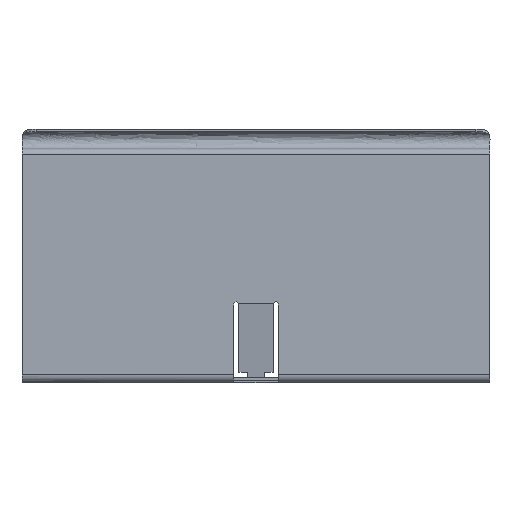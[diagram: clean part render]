
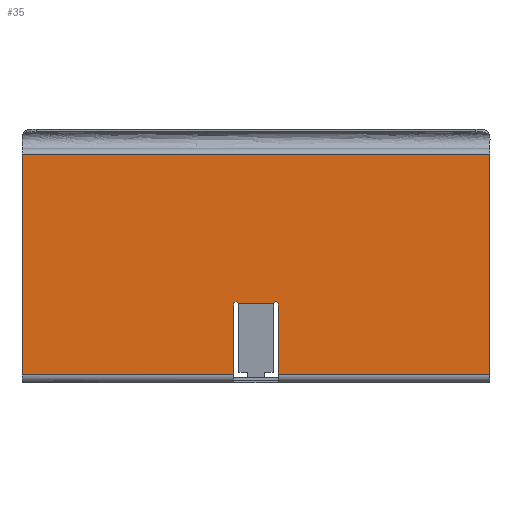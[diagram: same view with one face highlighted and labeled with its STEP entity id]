
A CAD part, front view. The second image highlights one B-rep face of the part: STEP entity #35.
In plain terms, the highlighted planar face has unit normal (0, -1, 0).
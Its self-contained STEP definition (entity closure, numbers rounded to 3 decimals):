
#35=ADVANCED_FACE('',(#221),#2790,.T.);
#221=FACE_OUTER_BOUND('',#407,.T.);
#407=EDGE_LOOP('',(#631,#632,#633,#634,#635,#636,#637,#638,#639,#640,#641,
#642,#643,#644));
#631=ORIENTED_EDGE('',*,*,#1532,.T.);
#632=ORIENTED_EDGE('',*,*,#1533,.T.);
#633=ORIENTED_EDGE('',*,*,#1576,.T.);
#634=ORIENTED_EDGE('',*,*,#1534,.T.);
#635=ORIENTED_EDGE('',*,*,#1535,.T.);
#636=ORIENTED_EDGE('',*,*,#1536,.T.);
#637=ORIENTED_EDGE('',*,*,#1537,.T.);
#638=ORIENTED_EDGE('',*,*,#1538,.T.);
#639=ORIENTED_EDGE('',*,*,#1529,.F.);
#640=ORIENTED_EDGE('',*,*,#1527,.F.);
#641=ORIENTED_EDGE('',*,*,#1539,.T.);
#642=ORIENTED_EDGE('',*,*,#1540,.T.);
#643=ORIENTED_EDGE('',*,*,#1541,.T.);
#644=ORIENTED_EDGE('',*,*,#1542,.T.);
#1527=EDGE_CURVE('',#2440,#2439,#1971,.T.);
#1529=EDGE_CURVE('',#2439,#2442,#2147,.T.);
#1532=EDGE_CURVE('',#2444,#2445,#2150,.T.);
#1533=EDGE_CURVE('',#2445,#2446,#2151,.T.);
#1534=EDGE_CURVE('',#2447,#2448,#1972,.T.);
#1535=EDGE_CURVE('',#2448,#2449,#2152,.T.);
#1536=EDGE_CURVE('',#2449,#2450,#2153,.T.);
#1537=EDGE_CURVE('',#2450,#2451,#2154,.T.);
#1538=EDGE_CURVE('',#2451,#2442,#2155,.T.);
#1539=EDGE_CURVE('',#2440,#2452,#2156,.T.);
#1540=EDGE_CURVE('',#2452,#2453,#1973,.T.);
#1541=EDGE_CURVE('',#2453,#2454,#1974,.T.);
#1542=EDGE_CURVE('',#2454,#2444,#2157,.T.);
#1576=EDGE_CURVE('',#2446,#2447,#1980,.T.);
#1971=(
BOUNDED_CURVE()
B_SPLINE_CURVE(1,(#3866,#3867),.UNSPECIFIED.,.F.,.F.)
B_SPLINE_CURVE_WITH_KNOTS((2,2),(0.,90.5),.UNSPECIFIED.)
CURVE()
GEOMETRIC_REPRESENTATION_ITEM()
RATIONAL_B_SPLINE_CURVE((1.,1.))
REPRESENTATION_ITEM('')
);
#1972=(
BOUNDED_CURVE()
B_SPLINE_CURVE(2,(#3880,#3881,#3882),.UNSPECIFIED.,.F.,.F.)
B_SPLINE_CURVE_WITH_KNOTS((3,3),(0.,1.571),.UNSPECIFIED.)
CURVE()
GEOMETRIC_REPRESENTATION_ITEM()
RATIONAL_B_SPLINE_CURVE((1.,0.707,1.))
REPRESENTATION_ITEM('')
);
#1973=(
BOUNDED_CURVE()
B_SPLINE_CURVE(2,(#3893,#3894,#3895),.UNSPECIFIED.,.F.,.F.)
B_SPLINE_CURVE_WITH_KNOTS((3,3),(0.,1.571),.UNSPECIFIED.)
CURVE()
GEOMETRIC_REPRESENTATION_ITEM()
RATIONAL_B_SPLINE_CURVE((1.,0.707,1.))
REPRESENTATION_ITEM('')
);
#1974=(
BOUNDED_CURVE()
B_SPLINE_CURVE(2,(#3896,#3897,#3898),.UNSPECIFIED.,.F.,.F.)
B_SPLINE_CURVE_WITH_KNOTS((3,3),(0.,1.199),.UNSPECIFIED.)
CURVE()
GEOMETRIC_REPRESENTATION_ITEM()
RATIONAL_B_SPLINE_CURVE((1.,0.825,1.))
REPRESENTATION_ITEM('')
);
#1980=(
BOUNDED_CURVE()
B_SPLINE_CURVE(2,(#3997,#3998,#3999),.UNSPECIFIED.,.F.,.F.)
B_SPLINE_CURVE_WITH_KNOTS((3,3),(0.,1.199),.UNSPECIFIED.)
CURVE()
GEOMETRIC_REPRESENTATION_ITEM()
RATIONAL_B_SPLINE_CURVE((1.,0.825,1.))
REPRESENTATION_ITEM('')
);
#2147=B_SPLINE_CURVE_WITH_KNOTS('',1,(#3870,#3871),.UNSPECIFIED.,.F.,.F.,
(2,2),(-94.3,0.),.UNSPECIFIED.);
#2150=B_SPLINE_CURVE_WITH_KNOTS('',1,(#3876,#3877),.UNSPECIFIED.,.F.,.F.,
(2,2),(0.,15.),.UNSPECIFIED.);
#2151=B_SPLINE_CURVE_WITH_KNOTS('',1,(#3878,#3879),.UNSPECIFIED.,.F.,.F.,
(2,2),(0.,0.068),.UNSPECIFIED.);
#2152=B_SPLINE_CURVE_WITH_KNOTS('',1,(#3883,#3884),.UNSPECIFIED.,.F.,.F.,
(2,2),(-30.337,0.),.UNSPECIFIED.);
#2153=B_SPLINE_CURVE_WITH_KNOTS('',1,(#3885,#3886),.UNSPECIFIED.,.F.,.F.,
(2,2),(-90.5,0.),.UNSPECIFIED.);
#2154=B_SPLINE_CURVE_WITH_KNOTS('',1,(#3887,#3888),.UNSPECIFIED.,.F.,.F.,
(2,2),(-94.3,0.),.UNSPECIFIED.);
#2155=B_SPLINE_CURVE_WITH_KNOTS('',1,(#3889,#3890),.UNSPECIFIED.,.F.,.F.,
(2,2),(-200.,0.),.UNSPECIFIED.);
#2156=B_SPLINE_CURVE_WITH_KNOTS('',1,(#3891,#3892),.UNSPECIFIED.,.F.,.F.,
(2,2),(-30.337,0.),.UNSPECIFIED.);
#2157=B_SPLINE_CURVE_WITH_KNOTS('',1,(#3899,#3900),.UNSPECIFIED.,.F.,.F.,
(2,2),(0.,0.068),.UNSPECIFIED.);
#2439=VERTEX_POINT('',#3740);
#2440=VERTEX_POINT('',#3741);
#2442=VERTEX_POINT('',#3743);
#2444=VERTEX_POINT('',#3745);
#2445=VERTEX_POINT('',#3746);
#2446=VERTEX_POINT('',#3747);
#2447=VERTEX_POINT('',#3748);
#2448=VERTEX_POINT('',#3749);
#2449=VERTEX_POINT('',#3750);
#2450=VERTEX_POINT('',#3751);
#2451=VERTEX_POINT('',#3752);
#2452=VERTEX_POINT('',#3753);
#2453=VERTEX_POINT('',#3754);
#2454=VERTEX_POINT('',#3755);
#2790=PLANE('',#2933);
#2933=AXIS2_PLACEMENT_3D('',#3203,#3041,$);
#3041=DIRECTION('',(0.,-1.,0.));
#3203=CARTESIAN_POINT('',(-174.12,-74.5,105.1));
#3740=CARTESIAN_POINT('',(-154.,-74.5,1.25));
#3741=CARTESIAN_POINT('',(-63.5,-74.5,1.25));
#3743=CARTESIAN_POINT('',(-154.,-74.5,95.55));
#3745=CARTESIAN_POINT('',(-61.5,-74.5,31.95));
#3746=CARTESIAN_POINT('',(-46.5,-74.5,31.95));
#3747=CARTESIAN_POINT('',(-46.432,-74.5,31.95));
#3748=CARTESIAN_POINT('',(-45.5,-74.5,32.587));
#3749=CARTESIAN_POINT('',(-44.5,-74.5,31.587));
#3750=CARTESIAN_POINT('',(-44.5,-74.5,1.25));
#3751=CARTESIAN_POINT('',(46.,-74.5,1.25));
#3752=CARTESIAN_POINT('',(46.,-74.5,95.55));
#3753=CARTESIAN_POINT('',(-63.5,-74.5,31.587));
#3754=CARTESIAN_POINT('',(-62.5,-74.5,32.587));
#3755=CARTESIAN_POINT('',(-61.568,-74.5,31.95));
#3866=CARTESIAN_POINT('',(-63.5,-74.5,1.25));
#3867=CARTESIAN_POINT('',(-154.,-74.5,1.25));
#3870=CARTESIAN_POINT('',(-154.,-74.5,1.25));
#3871=CARTESIAN_POINT('',(-154.,-74.5,95.55));
#3876=CARTESIAN_POINT('',(-61.5,-74.5,31.95));
#3877=CARTESIAN_POINT('',(-46.5,-74.5,31.95));
#3878=CARTESIAN_POINT('',(-46.5,-74.5,31.95));
#3879=CARTESIAN_POINT('',(-46.432,-74.5,31.95));
#3880=CARTESIAN_POINT('',(-45.5,-74.5,32.587));
#3881=CARTESIAN_POINT('',(-44.5,-74.5,32.587));
#3882=CARTESIAN_POINT('',(-44.5,-74.5,31.587));
#3883=CARTESIAN_POINT('',(-44.5,-74.5,31.587));
#3884=CARTESIAN_POINT('',(-44.5,-74.5,1.25));
#3885=CARTESIAN_POINT('',(-44.5,-74.5,1.25));
#3886=CARTESIAN_POINT('',(46.,-74.5,1.25));
#3887=CARTESIAN_POINT('',(46.,-74.5,1.25));
#3888=CARTESIAN_POINT('',(46.,-74.5,95.55));
#3889=CARTESIAN_POINT('',(46.,-74.5,95.55));
#3890=CARTESIAN_POINT('',(-154.,-74.5,95.55));
#3891=CARTESIAN_POINT('',(-63.5,-74.5,1.25));
#3892=CARTESIAN_POINT('',(-63.5,-74.5,31.587));
#3893=CARTESIAN_POINT('',(-63.5,-74.5,31.587));
#3894=CARTESIAN_POINT('',(-63.5,-74.5,32.587));
#3895=CARTESIAN_POINT('',(-62.5,-74.5,32.587));
#3896=CARTESIAN_POINT('',(-62.5,-74.5,32.587));
#3897=CARTESIAN_POINT('',(-61.816,-74.5,32.587));
#3898=CARTESIAN_POINT('',(-61.568,-74.5,31.95));
#3899=CARTESIAN_POINT('',(-61.568,-74.5,31.95));
#3900=CARTESIAN_POINT('',(-61.5,-74.5,31.95));
#3997=CARTESIAN_POINT('',(-46.432,-74.5,31.95));
#3998=CARTESIAN_POINT('',(-46.184,-74.5,32.587));
#3999=CARTESIAN_POINT('',(-45.5,-74.5,32.587));
